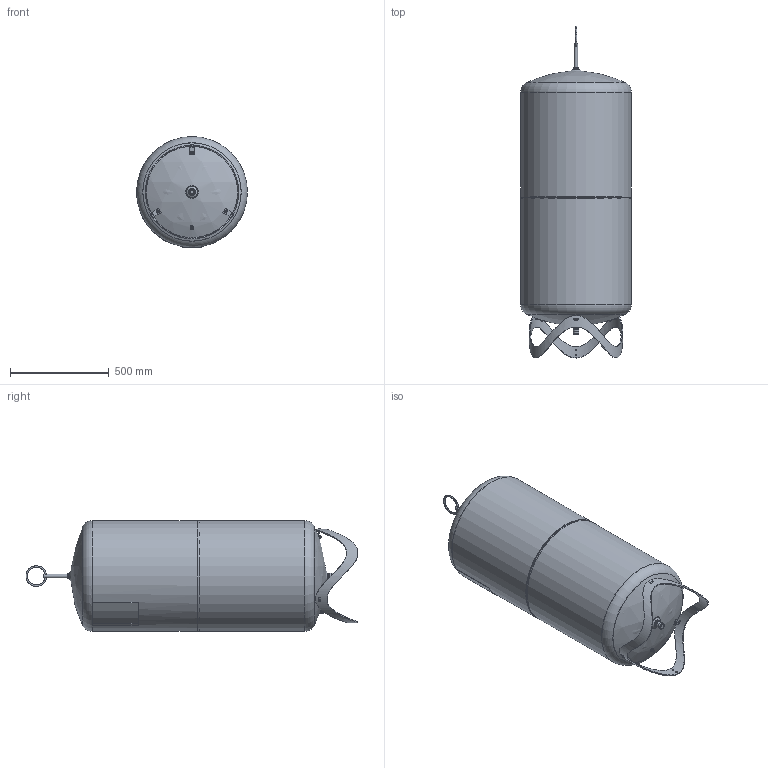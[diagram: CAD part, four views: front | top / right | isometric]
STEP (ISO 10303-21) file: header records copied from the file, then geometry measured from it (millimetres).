
FILE_DESCRIPTION((''),'2;1');
FILE_NAME('7101011_3D_1002_00_DE_FR_IT_EN_NL_UPD.stp','2015-01-08T08:52:29',('SCG'),(''),'Autodesk Inventor 2013','Autodesk Inventor 2013','');
FILE_SCHEMA(('AUTOMOTIVE_DESIGN { 1 0 10303 214 1 1 1 1 }'));
Length unit declared in the file: millimetre
Products named in the file (1): 119434
Bounding box: 560 x 1676.59 x 560.3 mm (x, y, z)
Surface area: 6706330.4 mm2
Topology: 10 solids, 10 shells, 388 faces, 1053 edges, 684 vertices
Faces by surface type: plane 176, cylinder 104, cone 44, bspline 29, torus 26, sphere 8, revolution 1
Full cylindrical faces by diameter (mm): 4 x20, 7.5 x2, 8 x6, 8.4 x1, 9 x2, 10 x3, 11.027 x1, 12.6 x1, 14 x1, 14.95 x1, 17.2 x1, 18 x1, 20 x2, 26.8 x4, 27 x1, 29.8 x4, 30 x1, 32 x1, 33 x1, 55 x2, 58 x1, 461 x1, 471 x1, 554 x1, 557 x2, 560 x2
Entity records: 15640 total; most frequent: CARTESIAN_POINT 6067, DIRECTION 1829, ORIENTED_EDGE 1806, EDGE_CURVE 903, AXIS2_PLACEMENT_3D 752, VERTEX_POINT 650, EDGE_LOOP 605, CIRCLE 393
